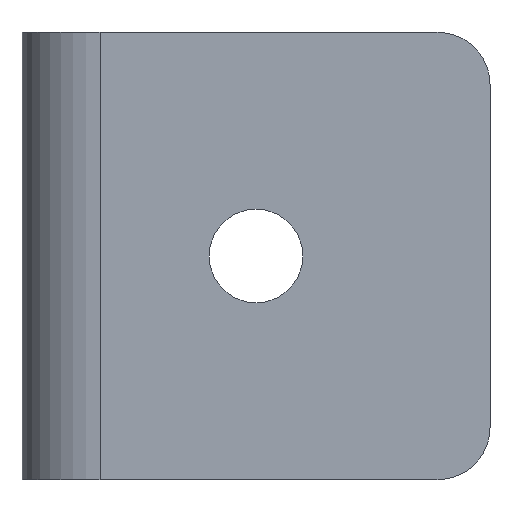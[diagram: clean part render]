
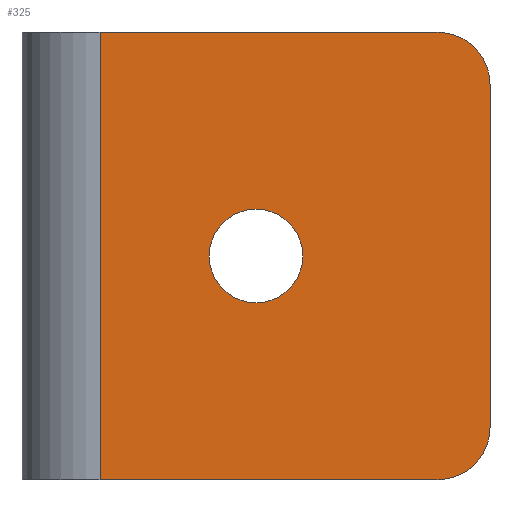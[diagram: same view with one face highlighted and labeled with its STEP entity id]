
A CAD part, front view. The second image highlights one B-rep face of the part: STEP entity #325.
In plain terms, the highlighted planar face has unit normal (0, -1, 0).
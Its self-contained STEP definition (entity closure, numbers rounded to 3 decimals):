
#11 = VERTEX_POINT ( 'NONE', #380 ) ;
#14 = VERTEX_POINT ( 'NONE', #33 ) ;
#15 = DIRECTION ( 'NONE',  ( 0., 0., -1. ) ) ;
#17 = CARTESIAN_POINT ( 'NONE',  ( 40., 0., 21.5 ) ) ;
#19 = CIRCLE ( 'NONE', #191, 5. ) ;
#33 = CARTESIAN_POINT ( 'NONE',  ( 7.5, 0., -21.5 ) ) ;
#36 = CARTESIAN_POINT ( 'NONE',  ( 40., 0., 16.5 ) ) ;
#44 = DIRECTION ( 'NONE',  ( 1., 0., 0. ) ) ;
#77 = VECTOR ( 'NONE', #15, 1000. ) ;
#83 = DIRECTION ( 'NONE',  ( 1., 0., 0. ) ) ;
#90 = AXIS2_PLACEMENT_3D ( 'NONE', #321, #314, #656 ) ;
#106 = EDGE_CURVE ( 'NONE', #11, #704, #501, .T. ) ;
#125 = ORIENTED_EDGE ( 'NONE', *, *, #172, .T. ) ;
#126 = CARTESIAN_POINT ( 'NONE',  ( 45., 0., -21.5 ) ) ;
#130 = LINE ( 'NONE', #126, #230 ) ;
#131 = FACE_BOUND ( 'NONE', #664, .T. ) ;
#172 = EDGE_CURVE ( 'NONE', #609, #704, #19, .T. ) ;
#174 = CARTESIAN_POINT ( 'NONE',  ( 7.5, 0., -21.5 ) ) ;
#183 = DIRECTION ( 'NONE',  ( 0., 0., 1. ) ) ;
#191 = AXIS2_PLACEMENT_3D ( 'NONE', #36, #494, #455 ) ;
#195 = EDGE_CURVE ( 'NONE', #406, #209, #229, .T. ) ;
#209 = VERTEX_POINT ( 'NONE', #521 ) ;
#223 = DIRECTION ( 'NONE',  ( 0., -1., 0. ) ) ;
#229 = CIRCLE ( 'NONE', #683, 4.5 ) ;
#230 = VECTOR ( 'NONE', #694, 1000. ) ;
#239 = ORIENTED_EDGE ( 'NONE', *, *, #272, .T. ) ;
#249 = LINE ( 'NONE', #641, #650 ) ;
#254 = VERTEX_POINT ( 'NONE', #361 ) ;
#269 = CARTESIAN_POINT ( 'NONE',  ( 40., 0., -16.5 ) ) ;
#272 = EDGE_CURVE ( 'NONE', #386, #609, #249, .T. ) ;
#291 = CARTESIAN_POINT ( 'NONE',  ( 45., 0., 21.5 ) ) ;
#299 = ORIENTED_EDGE ( 'NONE', *, *, #195, .F. ) ;
#306 = EDGE_CURVE ( 'NONE', #11, #14, #471, .T. ) ;
#308 = DIRECTION ( 'NONE',  ( 0., 0., -1. ) ) ;
#313 = AXIS2_PLACEMENT_3D ( 'NONE', #269, #369, #83 ) ;
#314 = DIRECTION ( 'NONE',  ( 0., -1., 0. ) ) ;
#321 = CARTESIAN_POINT ( 'NONE',  ( 45., 0., -21.5 ) ) ;
#325 = ADVANCED_FACE ( 'NONE', ( #131, #366 ), #588, .T. ) ;
#330 = ORIENTED_EDGE ( 'NONE', *, *, #715, .T. ) ;
#339 = ORIENTED_EDGE ( 'NONE', *, *, #106, .F. ) ;
#361 = CARTESIAN_POINT ( 'NONE',  ( 40., 0., -21.5 ) ) ;
#363 = CARTESIAN_POINT ( 'NONE',  ( 22.5, 0., 0. ) ) ;
#366 = FACE_OUTER_BOUND ( 'NONE', #377, .T. ) ;
#369 = DIRECTION ( 'NONE',  ( 0., -1., 0. ) ) ;
#376 = CARTESIAN_POINT ( 'NONE',  ( 45., 0., -16.5 ) ) ;
#377 = EDGE_LOOP ( 'NONE', ( #330, #602, #239, #125, #339, #419 ) ) ;
#380 = CARTESIAN_POINT ( 'NONE',  ( 7.5, 0., 21.5 ) ) ;
#386 = VERTEX_POINT ( 'NONE', #376 ) ;
#406 = VERTEX_POINT ( 'NONE', #595 ) ;
#419 = ORIENTED_EDGE ( 'NONE', *, *, #306, .T. ) ;
#428 = CIRCLE ( 'NONE', #313, 5. ) ;
#431 = EDGE_CURVE ( 'NONE', #254, #386, #428, .T. ) ;
#453 = DIRECTION ( 'NONE',  ( 0., 0., -1. ) ) ;
#455 = DIRECTION ( 'NONE',  ( 1., 0., 0. ) ) ;
#456 = AXIS2_PLACEMENT_3D ( 'NONE', #363, #587, #308 ) ;
#471 = LINE ( 'NONE', #174, #77 ) ;
#494 = DIRECTION ( 'NONE',  ( 0., -1., 0. ) ) ;
#501 = LINE ( 'NONE', #291, #597 ) ;
#506 = CARTESIAN_POINT ( 'NONE',  ( 45., 0., 16.5 ) ) ;
#521 = CARTESIAN_POINT ( 'NONE',  ( 18., 0., 0. ) ) ;
#587 = DIRECTION ( 'NONE',  ( 0., -1., 0. ) ) ;
#588 = PLANE ( 'NONE',  #90 ) ;
#595 = CARTESIAN_POINT ( 'NONE',  ( 27., 0., 0. ) ) ;
#597 = VECTOR ( 'NONE', #44, 1000. ) ;
#599 = ORIENTED_EDGE ( 'NONE', *, *, #721, .F. ) ;
#602 = ORIENTED_EDGE ( 'NONE', *, *, #431, .T. ) ;
#609 = VERTEX_POINT ( 'NONE', #506 ) ;
#620 = CARTESIAN_POINT ( 'NONE',  ( 22.5, 0., 0. ) ) ;
#639 = CIRCLE ( 'NONE', #456, 4.5 ) ;
#641 = CARTESIAN_POINT ( 'NONE',  ( 45., 0., -21.5 ) ) ;
#650 = VECTOR ( 'NONE', #183, 1000. ) ;
#656 = DIRECTION ( 'NONE',  ( 1., 0., 0. ) ) ;
#664 = EDGE_LOOP ( 'NONE', ( #299, #599 ) ) ;
#683 = AXIS2_PLACEMENT_3D ( 'NONE', #620, #223, #453 ) ;
#694 = DIRECTION ( 'NONE',  ( 1., 0., 0. ) ) ;
#704 = VERTEX_POINT ( 'NONE', #17 ) ;
#715 = EDGE_CURVE ( 'NONE', #14, #254, #130, .T. ) ;
#721 = EDGE_CURVE ( 'NONE', #209, #406, #639, .T. ) ;
